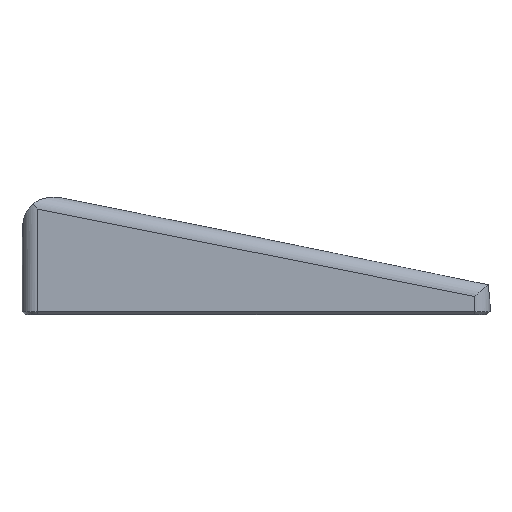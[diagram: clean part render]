
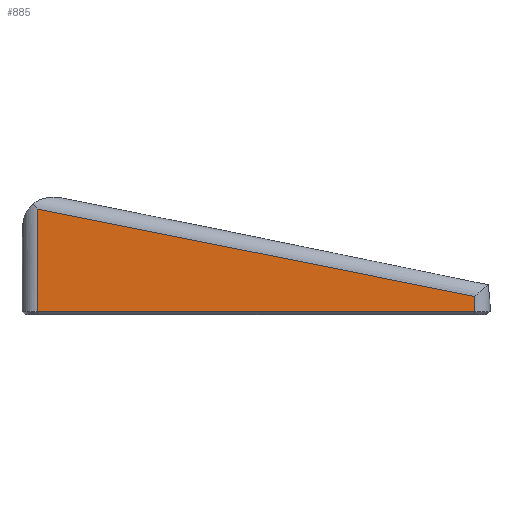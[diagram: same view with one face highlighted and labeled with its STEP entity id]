
A CAD part, front view. The second image highlights one B-rep face of the part: STEP entity #885.
In plain terms, the highlighted planar face has unit normal (0, -1, 0).
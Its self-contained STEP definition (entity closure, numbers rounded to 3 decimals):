
#49=PLANE('',#965);
#109=FACE_OUTER_BOUND('',#169,.T.);
#169=EDGE_LOOP('',(#734,#735,#736,#737));
#240=LINE('',#1664,#289);
#253=LINE('',#1820,#302);
#254=LINE('',#1822,#303);
#255=LINE('',#1823,#304);
#289=VECTOR('',#1089,10.);
#302=VECTOR('',#1118,10.);
#303=VECTOR('',#1119,10.);
#304=VECTOR('',#1120,10.);
#411=VERTEX_POINT('',#1654);
#413=VERTEX_POINT('',#1662);
#423=VERTEX_POINT('',#1819);
#424=VERTEX_POINT('',#1821);
#514=EDGE_CURVE('',#413,#411,#240,.T.);
#535=EDGE_CURVE('',#423,#413,#253,.T.);
#536=EDGE_CURVE('',#424,#423,#254,.T.);
#537=EDGE_CURVE('',#411,#424,#255,.T.);
#734=ORIENTED_EDGE('',*,*,#514,.F.);
#735=ORIENTED_EDGE('',*,*,#535,.F.);
#736=ORIENTED_EDGE('',*,*,#536,.F.);
#737=ORIENTED_EDGE('',*,*,#537,.F.);
#885=ADVANCED_FACE('',(#109),#49,.T.);
#965=AXIS2_PLACEMENT_3D('',#1818,#1116,#1117);
#1089=DIRECTION('',(-1.,0.,0.));
#1116=DIRECTION('center_axis',(0.,-1.,0.));
#1117=DIRECTION('ref_axis',(1.,0.,0.));
#1118=DIRECTION('',(0.,0.,-1.));
#1119=DIRECTION('',(0.981,0.,-0.196));
#1120=DIRECTION('',(0.,0.,1.));
#1654=CARTESIAN_POINT('',(-70.,-50.,1.));
#1662=CARTESIAN_POINT('',(70.,-50.,1.));
#1664=CARTESIAN_POINT('',(-37.5,-50.,1.));
#1818=CARTESIAN_POINT('Origin',(-75.,-50.,0.));
#1819=CARTESIAN_POINT('',(70.,-50.,5.901));
#1820=CARTESIAN_POINT('',(70.,-50.,0.));
#1821=CARTESIAN_POINT('',(-70.,-50.,33.901));
#1822=CARTESIAN_POINT('',(-34.634,-50.,26.828));
#1823=CARTESIAN_POINT('',(-70.,-50.,0.));
